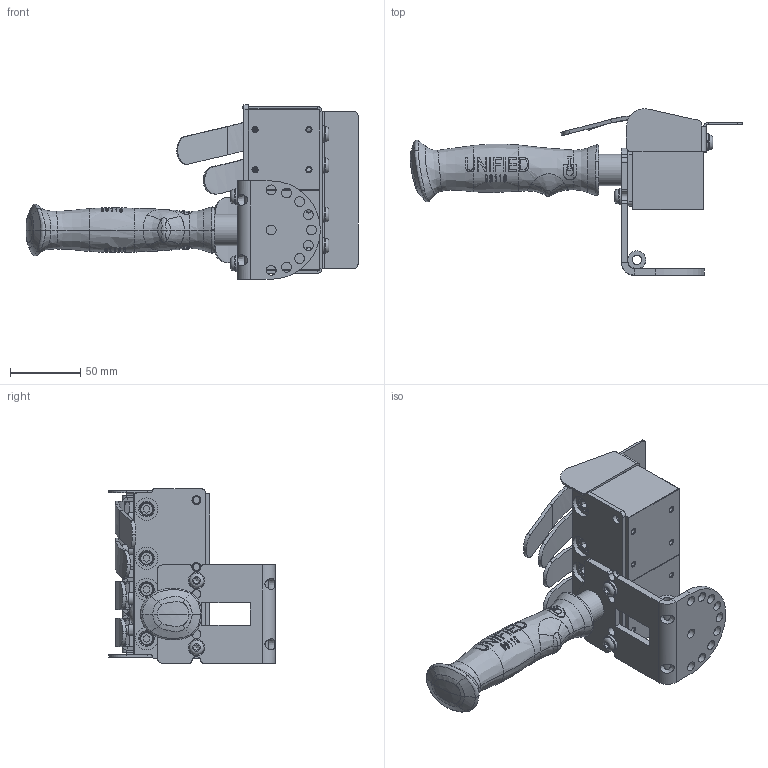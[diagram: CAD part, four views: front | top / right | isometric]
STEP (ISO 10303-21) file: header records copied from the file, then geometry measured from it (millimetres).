
FILE_DESCRIPTION(/* description */ (''),/* implementation_level */ '2;1');
FILE_NAME(/* name */ '79629.stp',/* time_stamp */ '2020-12-02T07:37:23-05:00',/* author */ ('mnhhw'),/* organization */ (''),/* preprocessor_version */ 'ST-DEVELOPER v17',/* originating_system */ 'Autodesk Inventor 2019',/* authorisation */ '');
FILE_SCHEMA (('AUTOMOTIVE_DESIGN { 1 0 10303 214 3 1 1 }'));
Products named in the file (1): 79629
Bounding box: 236.01 x 118.24 x 123.97 mm (x, y, z)
Volume: 219606.6 mm3; surface area: 156462.1 mm2
Topology: 30 solids, 46 shells, 1357 faces, 3936 edges, 2673 vertices
Faces by surface type: plane 629, bspline 354, cylinder 246, cone 104, torus 22, sphere 2
Full cylindrical faces by diameter (mm): 3.3 x8, 4.762 x5, 4.953 x8, 5 x8, 6 x7, 6.172 x4, 6.35 x16, 6.604 x2, 6.985 x10, 9.133 x4, 10.5 x7, 12.7 x2, 14.224 x4, 14.351 x4, 14.55 x2, 15.875 x5, 18.796 x4, 19.05 x4, 22.225 x1, 22.479 x1
Entity records: 96142 total; most frequent: CARTESIAN_POINT 61902, ORIENTED_EDGE 7568, DIRECTION 5956, EDGE_CURVE 3929, VERTEX_POINT 2673, AXIS2_PLACEMENT_3D 2143, LINE 1670, VECTOR 1670
